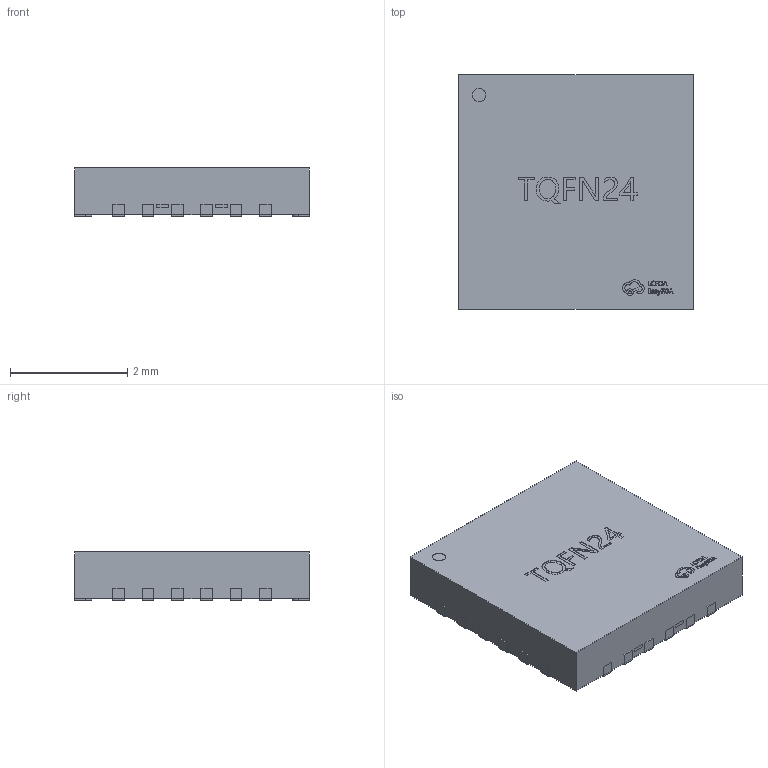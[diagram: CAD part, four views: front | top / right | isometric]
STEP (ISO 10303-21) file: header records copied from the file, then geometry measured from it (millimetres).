
FILE_DESCRIPTION (( 'STEP AP214' ), '1' );
FILE_NAME ('TQFN-24_L4.0-W4.0-H0.8-P0.50.step', '2022-07-15T03:55:04', ( '' ), ( '' ), 'SwSTEP 2.0', 'SolidWorks 2020', '' );
FILE_SCHEMA (( 'AUTOMOTIVE_DESIGN' ));
Length unit declared in the file: millimetre
Products named in the file (1): TQFN-24_L4.0-W4.0-H0.8-P0.50
Bounding box: 4.02 x 4.02 x 0.82 mm (x, y, z)
Volume: 13.1 mm3; surface area: 52.1 mm2
Topology: 38 solids, 38 shells, 535 faces, 1323 edges, 882 vertices
Faces by surface type: plane 373, bspline 136, cylinder 26
Entity records: 24321 total; most frequent: CARTESIAN_POINT 6197, ORIENTED_EDGE 2646, DIRECTION 1899, EDGE_CURVE 1323, VECTOR 995, LINE 995, VERTEX_POINT 882, UNCERTAINTY_MEASURE_WITH_UNIT 575
